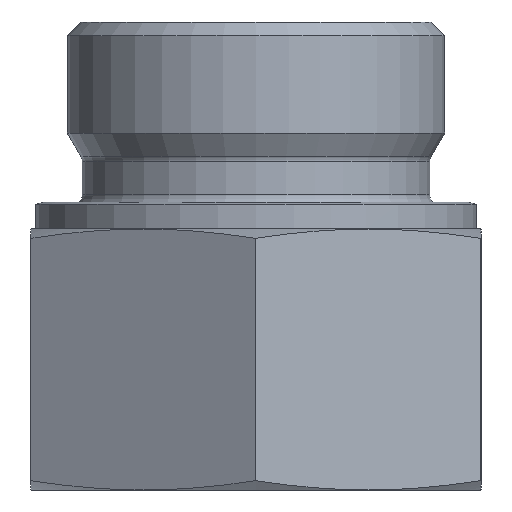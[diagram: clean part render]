
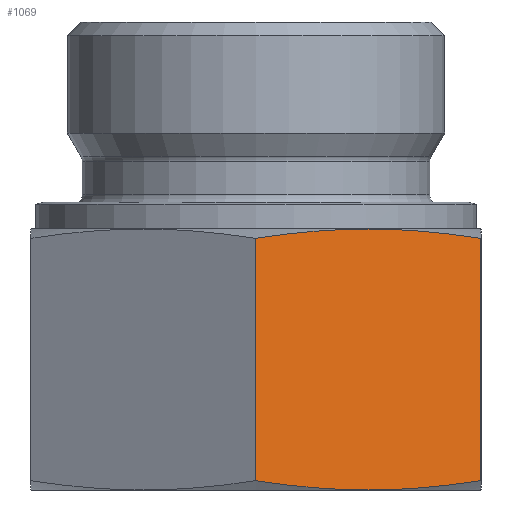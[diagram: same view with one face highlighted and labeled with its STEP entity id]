
A CAD part, front view. The second image highlights one B-rep face of the part: STEP entity #1069.
In plain terms, the highlighted planar face has unit normal (0.499, -0.867, 0).
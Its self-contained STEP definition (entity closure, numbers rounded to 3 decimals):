
#208=CARTESIAN_POINT('',(-0.029,-28.867,1.036));
#209=VERTEX_POINT('',#208);
#210=CARTESIAN_POINT('',(12.478,-21.663,0.));
#211=VERTEX_POINT('',#210);
#212=CARTESIAN_POINT('',(-0.029,-28.867,1.036));
#213=CARTESIAN_POINT('',(6.673,-25.007,0.));
#214=CARTESIAN_POINT('',(12.478,-21.663,0.));
#222=(BOUNDED_CURVE()B_SPLINE_CURVE(2,(#212,#213,#214),.UNSPECIFIED.,.F.,.U.)B_SPLINE_CURVE_WITH_KNOTS((3,3),(0.1,1.56),.UNSPECIFIED.)CURVE()GEOMETRIC_REPRESENTATION_ITEM()RATIONAL_B_SPLINE_CURVE((1.005,1.041,1.0))REPRESENTATION_ITEM(''));
#223=EDGE_CURVE('',#209,#211,#222,.T.);
#253=CARTESIAN_POINT('',(24.985,-14.459,1.036));
#254=VERTEX_POINT('',#253);
#270=CARTESIAN_POINT('',(12.478,-21.663,0.));
#271=CARTESIAN_POINT('',(18.283,-18.32,0.));
#272=CARTESIAN_POINT('',(24.985,-14.459,1.036));
#280=(BOUNDED_CURVE()B_SPLINE_CURVE(2,(#270,#271,#272),.UNSPECIFIED.,.F.,.U.)B_SPLINE_CURVE_WITH_KNOTS((3,3),(1.56,3.02),.UNSPECIFIED.)CURVE()GEOMETRIC_REPRESENTATION_ITEM()RATIONAL_B_SPLINE_CURVE((1.0,1.041,1.005))REPRESENTATION_ITEM(''));
#281=EDGE_CURVE('',#211,#254,#280,.T.);
#687=CARTESIAN_POINT('',(24.985,-14.459,27.964));
#688=VERTEX_POINT('',#687);
#689=CARTESIAN_POINT('',(12.478,-21.663,29.0));
#690=VERTEX_POINT('',#689);
#691=CARTESIAN_POINT('',(24.985,-14.459,27.964));
#692=CARTESIAN_POINT('',(18.283,-18.32,29.));
#693=CARTESIAN_POINT('',(12.478,-21.663,29.0));
#701=(BOUNDED_CURVE()B_SPLINE_CURVE(2,(#691,#692,#693),.UNSPECIFIED.,.F.,.U.)B_SPLINE_CURVE_WITH_KNOTS((3,3),(0.1,1.56),.UNSPECIFIED.)CURVE()GEOMETRIC_REPRESENTATION_ITEM()RATIONAL_B_SPLINE_CURVE((1.005,1.041,1.0))REPRESENTATION_ITEM(''));
#702=EDGE_CURVE('',#688,#690,#701,.T.);
#732=CARTESIAN_POINT('',(-0.029,-28.867,27.964));
#733=VERTEX_POINT('',#732);
#749=CARTESIAN_POINT('',(12.478,-21.663,29.0));
#750=CARTESIAN_POINT('',(6.673,-25.007,29.));
#751=CARTESIAN_POINT('',(-0.029,-28.867,27.964));
#759=(BOUNDED_CURVE()B_SPLINE_CURVE(2,(#749,#750,#751),.UNSPECIFIED.,.F.,.U.)B_SPLINE_CURVE_WITH_KNOTS((3,3),(1.56,3.02),.UNSPECIFIED.)CURVE()GEOMETRIC_REPRESENTATION_ITEM()RATIONAL_B_SPLINE_CURVE((1.0,1.041,1.005))REPRESENTATION_ITEM(''));
#760=EDGE_CURVE('',#690,#733,#759,.T.);
#1041=CARTESIAN_POINT('',(24.985,-14.459,1.036));
#1042=DIRECTION('',(0.0,0.0,1.0));
#1043=VECTOR('',#1042,26.927);
#1044=LINE('',#1041,#1043);
#1045=EDGE_CURVE('',#254,#688,#1044,.T.);
#1051=CARTESIAN_POINT('',(24.985,-14.459,0.0));
#1052=DIRECTION('',(0.499,-0.867,0.0));
#1053=DIRECTION('',(0.0,0.0,-1.0));
#1054=AXIS2_PLACEMENT_3D('',#1051,#1052,#1053);
#1055=PLANE('',#1054);
#1056=ORIENTED_EDGE('',*,*,#281,.T.);
#1057=ORIENTED_EDGE('',*,*,#1045,.T.);
#1058=ORIENTED_EDGE('',*,*,#702,.T.);
#1059=ORIENTED_EDGE('',*,*,#760,.T.);
#1060=CARTESIAN_POINT('',(-0.029,-28.867,1.036));
#1061=DIRECTION('',(0.0,0.0,1.0));
#1062=VECTOR('',#1061,26.927);
#1063=LINE('',#1060,#1062);
#1064=EDGE_CURVE('',#209,#733,#1063,.T.);
#1065=ORIENTED_EDGE('',*,*,#1064,.F.);
#1066=ORIENTED_EDGE('',*,*,#223,.T.);
#1067=EDGE_LOOP('',(#1056,#1057,#1058,#1059,#1065,#1066));
#1068=FACE_OUTER_BOUND('',#1067,.T.);
#1069=ADVANCED_FACE('',(#1068),#1055,.T.);
